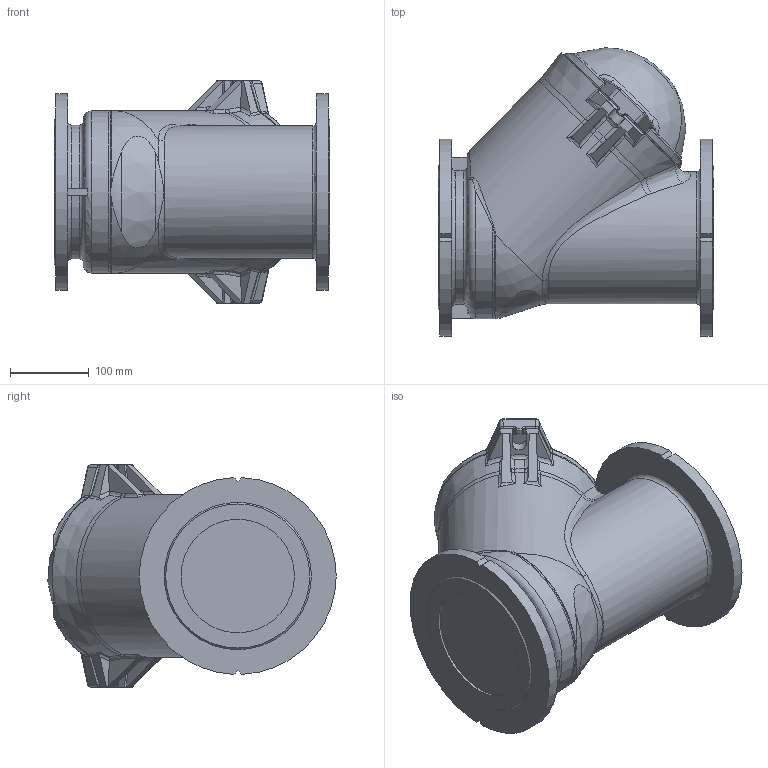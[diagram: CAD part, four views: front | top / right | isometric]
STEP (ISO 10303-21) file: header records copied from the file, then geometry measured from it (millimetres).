
FILE_DESCRIPTION (( 'STEP AP203' ), '1' );
FILE_NAME ('O_53_35_DN125_AA1_step.step', '2016-05-12T06:41:47', ( 'Windows User' ), ( 'AVK' ), 'SwSTEP 2.0', 'SolidWorks 2012', '' );
FILE_SCHEMA (( 'CONFIG_CONTROL_DESIGN' ));
Length unit declared in the file: millimetre
Products named in the file (1): O_53_35_DN125_AA1_step
Bounding box: 350 x 366.1 x 282 mm (x, y, z)
Volume: 15100852.6 mm3; surface area: 485415.4 mm2
Topology: 1 solids, 1 shells, 279 faces, 724 edges, 441 vertices
Faces by surface type: bspline 91, plane 79, cylinder 59, torus 36, cone 8, sphere 6
Full cylindrical faces by diameter (mm): 144 x1, 150 x1, 168 x1
Entity records: 14294 total; most frequent: CARTESIAN_POINT 8400, ORIENTED_EDGE 1406, DIRECTION 963, EDGE_CURVE 703, VERTEX_POINT 438, AXIS2_PLACEMENT_3D 381, EDGE_LOOP 291, FACE_OUTER_BOUND 283
